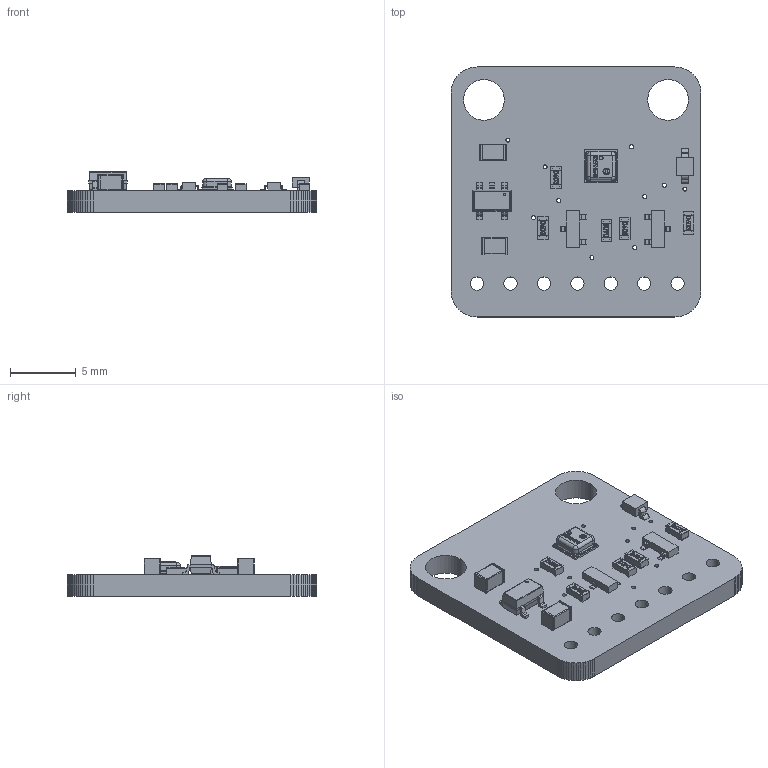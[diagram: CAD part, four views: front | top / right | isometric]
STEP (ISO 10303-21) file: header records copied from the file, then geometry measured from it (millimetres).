
FILE_DESCRIPTION(('PCB Model'),'2;1');
FILE_NAME('BME280_2.STEP','2021-01-02T14:53:18',( 'pritesh'),('Unspecified'),'Open CASCADE STEP processor 6.8', 'Proteus','Unknown');
FILE_SCHEMA(('AUTOMOTIVE_DESIGN { 1 0 10303 214 1 1 1 1 }'));
Length unit declared in the file: millimetre
Products named in the file (52): Open CASCADE STEP translator 6.8 5; Layer_1; U1; Open CASCADE STEP translator 6.8 5.2.1; Body_1; =>[0:1:1:2]; =>[0:1:1:3]; SOLID; =>[0:1:1:4]; C1; Open CASCADE STEP translator 6.8 5.3.1; Part_3; Part_2; Part_1; C3; Open CASCADE STEP translator 6.8 5.4.1; U3; Open CASCADE STEP translator 6.8 5.5.1; R1; Open CASCADE STEP translator 6.8 5.6.1; =>[0:1:1:5]; =>[0:1:1:6]; Q1; Open CASCADE STEP translator 6.8 5.7.1; Pin_1; Pin_2; Pin_3; Q2; D1; Open CASCADE STEP translator 6.8 5.9.1; R2; Open CASCADE STEP translator 6.8 5.10.1; R3; Open CASCADE STEP translator 6.8 5.11.1; R5; Open CASCADE STEP translator 6.8 5.12.1; R4; Open CASCADE STEP translator 6.8 5.13.1
Assembly tree (59 placements, depth 6):
  Open CASCADE STEP translator 6.8 5
    Layer_1
    U1
      Open CASCADE STEP translator 6.8 5.2.1
        Body_1
          =>[0:1:1:2]
          =>[0:1:1:3]
            SOLID
            SOLID
            SOLID
          =>[0:1:1:4]
            SOLID
            SOLID
    C1
      Open CASCADE STEP translator 6.8 5.3.1
        Body_1
          Part_3
          Part_2
          Part_1
    C3
      Open CASCADE STEP translator 6.8 5.4.1
        Body_1
          Part_3
          Part_2
          Part_1
    U3
      Open CASCADE STEP translator 6.8 5.5.1
        Body_1
    R1
      Open CASCADE STEP translator 6.8 5.6.1
        Body_1
          =>[0:1:1:3]
          =>[0:1:1:4]
          =>[0:1:1:5]
          =>[0:1:1:6]
    Q1
      Open CASCADE STEP translator 6.8 5.7.1
        Body_1
        Pin_1
        Pin_2
        Pin_3
    Q2
      Open CASCADE STEP translator 6.8 5.7.1
        Body_1
        Pin_1
        Pin_2
        Pin_3
    D1
      Open CASCADE STEP translator 6.8 5.9.1
        Body_1
        Pin_1
        Pin_2
    R2
      Open CASCADE STEP translator 6.8 5.10.1
        Body_1
          =>[0:1:1:3]
          =>[0:1:1:4]
          =>[0:1:1:5]
          =>[0:1:1:6]
    R3
Bounding box: 19 x 19 x 3.09 mm (x, y, z)
Volume: 577.3 mm3; surface area: 1049 mm2
Topology: 45 solids, 45 shells, 1161 faces, 2946 edges, 1924 vertices
Faces by surface type: plane 716, bspline 264, cylinder 157, sphere 16, torus 4, revolution 4
Entity records: 29014 total; most frequent: CARTESIAN_POINT 8665, ORIENTED_EDGE 3568, DIRECTION 3146, EDGE_CURVE 1784, LINE 1308, VECTOR 1308, VERTEX_POINT 1168, AXIS2_PLACEMENT_3D 917
